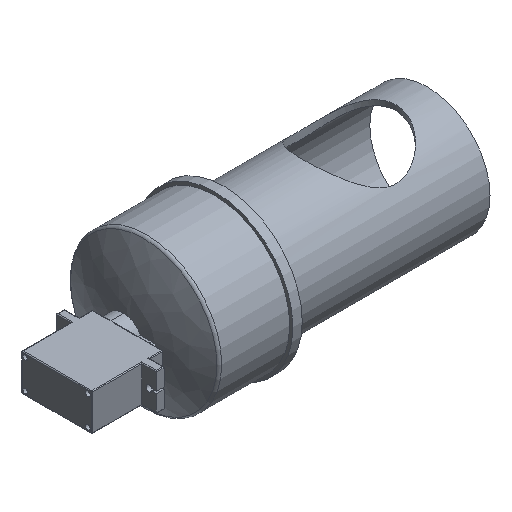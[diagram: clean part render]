
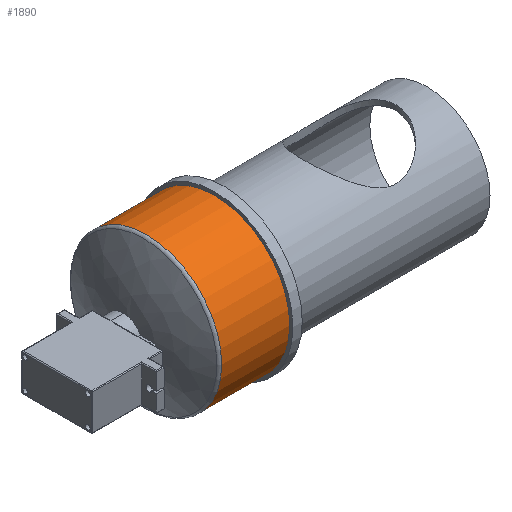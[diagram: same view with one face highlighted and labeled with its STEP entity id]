
A CAD part, isometric view. The second image highlights one B-rep face of the part: STEP entity #1890.
In plain terms, the highlighted cylindrical face has radius 24 mm (diameter 48 mm), a full revolution.
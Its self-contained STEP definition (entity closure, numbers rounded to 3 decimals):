
#1192 = TOROIDAL_SURFACE('',#1193,23.,1.);
#1193 = AXIS2_PLACEMENT_3D('',#1194,#1195,#1196);
#1194 = CARTESIAN_POINT('',(0.,24.741,0.));
#1195 = DIRECTION('',(0.,1.,0.));
#1196 = DIRECTION('',(0.,0.,1.));
#1306 = VERTEX_POINT('',#1307);
#1307 = CARTESIAN_POINT('',(0.,24.741,-24.));
#1329 = EDGE_CURVE('',#1306,#1330,#1332,.T.);
#1330 = VERTEX_POINT('',#1331);
#1331 = CARTESIAN_POINT('',(-24.,24.741,0.));
#1332 = SURFACE_CURVE('',#1333,(#1338,#1345),.PCURVE_S1.);
#1333 = CIRCLE('',#1334,24.);
#1334 = AXIS2_PLACEMENT_3D('',#1335,#1336,#1337);
#1335 = CARTESIAN_POINT('',(0.,24.741,0.));
#1336 = DIRECTION('',(-0.,1.,0.));
#1337 = DIRECTION('',(0.,0.,1.));
#1338 = PCURVE('',#1192,#1339);
#1339 = DEFINITIONAL_REPRESENTATION('',(#1340),#1344);
#1340 = LINE('',#1341,#1342);
#1341 = CARTESIAN_POINT('',(0.,0.));
#1342 = VECTOR('',#1343,1.);
#1343 = DIRECTION('',(1.,0.));
#1344 = ( GEOMETRIC_REPRESENTATION_CONTEXT(2) 
PARAMETRIC_REPRESENTATION_CONTEXT() REPRESENTATION_CONTEXT('2D SPACE',''
  ) );
#1345 = PCURVE('',#1346,#1351);
#1346 = CYLINDRICAL_SURFACE('',#1347,24.);
#1347 = AXIS2_PLACEMENT_3D('',#1348,#1349,#1350);
#1348 = CARTESIAN_POINT('',(0.,3.,0.));
#1349 = DIRECTION('',(0.,1.,0.));
#1350 = DIRECTION('',(1.,0.,0.));
#1351 = DEFINITIONAL_REPRESENTATION('',(#1352),#1356);
#1352 = LINE('',#1353,#1354);
#1353 = CARTESIAN_POINT('',(-1.571,21.741));
#1354 = VECTOR('',#1355,1.);
#1355 = DIRECTION('',(1.,0.));
#1356 = ( GEOMETRIC_REPRESENTATION_CONTEXT(2) 
PARAMETRIC_REPRESENTATION_CONTEXT() REPRESENTATION_CONTEXT('2D SPACE',''
  ) );
#1358 = EDGE_CURVE('',#1330,#1306,#1359,.T.);
#1359 = SURFACE_CURVE('',#1360,(#1365,#1372),.PCURVE_S1.);
#1360 = CIRCLE('',#1361,24.);
#1361 = AXIS2_PLACEMENT_3D('',#1362,#1363,#1364);
#1362 = CARTESIAN_POINT('',(0.,24.741,0.));
#1363 = DIRECTION('',(-0.,1.,0.));
#1364 = DIRECTION('',(0.,0.,1.));
#1365 = PCURVE('',#1192,#1366);
#1366 = DEFINITIONAL_REPRESENTATION('',(#1367),#1371);
#1367 = LINE('',#1368,#1369);
#1368 = CARTESIAN_POINT('',(0.,0.));
#1369 = VECTOR('',#1370,1.);
#1370 = DIRECTION('',(1.,0.));
#1371 = ( GEOMETRIC_REPRESENTATION_CONTEXT(2) 
PARAMETRIC_REPRESENTATION_CONTEXT() REPRESENTATION_CONTEXT('2D SPACE',''
  ) );
#1372 = PCURVE('',#1346,#1373);
#1373 = DEFINITIONAL_REPRESENTATION('',(#1374),#1378);
#1374 = LINE('',#1375,#1376);
#1375 = CARTESIAN_POINT('',(-7.854,21.741));
#1376 = VECTOR('',#1377,1.);
#1377 = DIRECTION('',(1.,0.));
#1378 = ( GEOMETRIC_REPRESENTATION_CONTEXT(2) 
PARAMETRIC_REPRESENTATION_CONTEXT() REPRESENTATION_CONTEXT('2D SPACE',''
  ) );
#1890 = ADVANCED_FACE('',(#1891),#1346,.T.);
#1891 = FACE_BOUND('',#1892,.T.);
#1892 = EDGE_LOOP('',(#1893,#1894,#1895,#1918,#1951,#1977));
#1893 = ORIENTED_EDGE('',*,*,#1329,.F.);
#1894 = ORIENTED_EDGE('',*,*,#1358,.F.);
#1895 = ORIENTED_EDGE('',*,*,#1896,.T.);
#1896 = EDGE_CURVE('',#1330,#1897,#1899,.T.);
#1897 = VERTEX_POINT('',#1898);
#1898 = CARTESIAN_POINT('',(-24.,3.,0.));
#1899 = SEAM_CURVE('',#1900,(#1904,#1911),.PCURVE_S1.);
#1900 = LINE('',#1901,#1902);
#1901 = CARTESIAN_POINT('',(-24.,3.,0.));
#1902 = VECTOR('',#1903,1.);
#1903 = DIRECTION('',(0.,-1.,0.));
#1904 = PCURVE('',#1346,#1905);
#1905 = DEFINITIONAL_REPRESENTATION('',(#1906),#1910);
#1906 = LINE('',#1907,#1908);
#1907 = CARTESIAN_POINT('',(-3.142,0.));
#1908 = VECTOR('',#1909,1.);
#1909 = DIRECTION('',(0.,-1.));
#1910 = ( GEOMETRIC_REPRESENTATION_CONTEXT(2) 
PARAMETRIC_REPRESENTATION_CONTEXT() REPRESENTATION_CONTEXT('2D SPACE',''
  ) );
#1911 = PCURVE('',#1346,#1912);
#1912 = DEFINITIONAL_REPRESENTATION('',(#1913),#1917);
#1913 = LINE('',#1914,#1915);
#1914 = CARTESIAN_POINT('',(3.142,0.));
#1915 = VECTOR('',#1916,1.);
#1916 = DIRECTION('',(0.,-1.));
#1917 = ( GEOMETRIC_REPRESENTATION_CONTEXT(2) 
PARAMETRIC_REPRESENTATION_CONTEXT() REPRESENTATION_CONTEXT('2D SPACE',''
  ) );
#1918 = ORIENTED_EDGE('',*,*,#1919,.F.);
#1919 = EDGE_CURVE('',#1920,#1897,#1922,.T.);
#1920 = VERTEX_POINT('',#1921);
#1921 = CARTESIAN_POINT('',(24.,3.,0.));
#1922 = SURFACE_CURVE('',#1923,(#1928,#1935),.PCURVE_S1.);
#1923 = CIRCLE('',#1924,24.);
#1924 = AXIS2_PLACEMENT_3D('',#1925,#1926,#1927);
#1925 = CARTESIAN_POINT('',(0.,3.,0.));
#1926 = DIRECTION('',(0.,-1.,0.));
#1927 = DIRECTION('',(1.,0.,0.));
#1928 = PCURVE('',#1346,#1929);
#1929 = DEFINITIONAL_REPRESENTATION('',(#1930),#1934);
#1930 = LINE('',#1931,#1932);
#1931 = CARTESIAN_POINT('',(0.,0.));
#1932 = VECTOR('',#1933,1.);
#1933 = DIRECTION('',(-1.,0.));
#1934 = ( GEOMETRIC_REPRESENTATION_CONTEXT(2) 
PARAMETRIC_REPRESENTATION_CONTEXT() REPRESENTATION_CONTEXT('2D SPACE',''
  ) );
#1935 = PCURVE('',#1936,#1941);
#1936 = PLANE('',#1937);
#1937 = AXIS2_PLACEMENT_3D('',#1938,#1939,#1940);
#1938 = CARTESIAN_POINT('',(0.,3.,0.));
#1939 = DIRECTION('',(0.,1.,0.));
#1940 = DIRECTION('',(0.,0.,1.));
#1941 = DEFINITIONAL_REPRESENTATION('',(#1942),#1950);
#1942 = ( BOUNDED_CURVE() B_SPLINE_CURVE(2,(#1943,#1944,#1945,#1946,
#1947,#1948,#1949),.UNSPECIFIED.,.T.,.F.) B_SPLINE_CURVE_WITH_KNOTS((1,2
    ,2,2,2,1),(-2.094,0.,2.094,4.189,
6.283,8.378),.UNSPECIFIED.) CURVE() 
GEOMETRIC_REPRESENTATION_ITEM() RATIONAL_B_SPLINE_CURVE((1.,0.5,1.,0.5,
1.,0.5,1.)) REPRESENTATION_ITEM('') );
#1943 = CARTESIAN_POINT('',(0.,24.));
#1944 = CARTESIAN_POINT('',(41.569,24.));
#1945 = CARTESIAN_POINT('',(20.785,-12.));
#1946 = CARTESIAN_POINT('',(0.,-48.));
#1947 = CARTESIAN_POINT('',(-20.785,-12.));
#1948 = CARTESIAN_POINT('',(-41.569,24.));
#1949 = CARTESIAN_POINT('',(0.,24.));
#1950 = ( GEOMETRIC_REPRESENTATION_CONTEXT(2) 
PARAMETRIC_REPRESENTATION_CONTEXT() REPRESENTATION_CONTEXT('2D SPACE',''
  ) );
#1951 = ORIENTED_EDGE('',*,*,#1952,.F.);
#1952 = EDGE_CURVE('',#1897,#1920,#1953,.T.);
#1953 = SURFACE_CURVE('',#1954,(#1959,#1966),.PCURVE_S1.);
#1954 = CIRCLE('',#1955,24.);
#1955 = AXIS2_PLACEMENT_3D('',#1956,#1957,#1958);
#1956 = CARTESIAN_POINT('',(0.,3.,0.));
#1957 = DIRECTION('',(0.,-1.,0.));
#1958 = DIRECTION('',(1.,0.,0.));
#1959 = PCURVE('',#1346,#1960);
#1960 = DEFINITIONAL_REPRESENTATION('',(#1961),#1965);
#1961 = LINE('',#1962,#1963);
#1962 = CARTESIAN_POINT('',(6.283,0.));
#1963 = VECTOR('',#1964,1.);
#1964 = DIRECTION('',(-1.,0.));
#1965 = ( GEOMETRIC_REPRESENTATION_CONTEXT(2) 
PARAMETRIC_REPRESENTATION_CONTEXT() REPRESENTATION_CONTEXT('2D SPACE',''
  ) );
#1966 = PCURVE('',#1936,#1967);
#1967 = DEFINITIONAL_REPRESENTATION('',(#1968),#1976);
#1968 = ( BOUNDED_CURVE() B_SPLINE_CURVE(2,(#1969,#1970,#1971,#1972,
#1973,#1974,#1975),.UNSPECIFIED.,.T.,.F.) B_SPLINE_CURVE_WITH_KNOTS((1,2
    ,2,2,2,1),(-2.094,0.,2.094,4.189,
6.283,8.378),.UNSPECIFIED.) CURVE() 
GEOMETRIC_REPRESENTATION_ITEM() RATIONAL_B_SPLINE_CURVE((1.,0.5,1.,0.5,
1.,0.5,1.)) REPRESENTATION_ITEM('') );
#1969 = CARTESIAN_POINT('',(0.,24.));
#1970 = CARTESIAN_POINT('',(41.569,24.));
#1971 = CARTESIAN_POINT('',(20.785,-12.));
#1972 = CARTESIAN_POINT('',(0.,-48.));
#1973 = CARTESIAN_POINT('',(-20.785,-12.));
#1974 = CARTESIAN_POINT('',(-41.569,24.));
#1975 = CARTESIAN_POINT('',(0.,24.));
#1976 = ( GEOMETRIC_REPRESENTATION_CONTEXT(2) 
PARAMETRIC_REPRESENTATION_CONTEXT() REPRESENTATION_CONTEXT('2D SPACE',''
  ) );
#1977 = ORIENTED_EDGE('',*,*,#1896,.F.);
